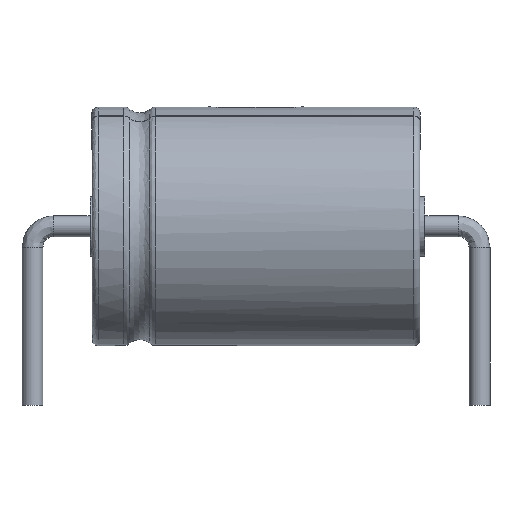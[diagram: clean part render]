
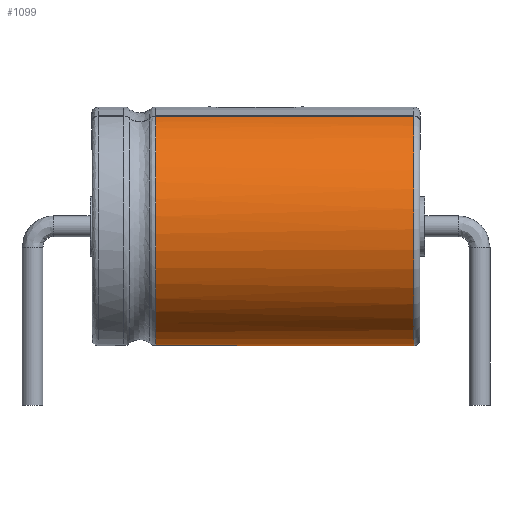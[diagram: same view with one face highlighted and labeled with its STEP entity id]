
A CAD part, front view. The second image highlights one B-rep face of the part: STEP entity #1099.
In plain terms, the highlighted cylindrical face has radius 4 mm (diameter 8 mm), a partial arc.
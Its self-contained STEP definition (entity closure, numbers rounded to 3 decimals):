
#436=VERTEX_POINT('',#437);
#437=CARTESIAN_POINT('',(12.8,-1.531,7.696));
#443=EDGE_CURVE('',#444,#436,#446,.T.);
#444=VERTEX_POINT('',#445);
#445=CARTESIAN_POINT('',(4.135,-1.531,7.696));
#446=LINE('',#447,#448);
#447=CARTESIAN_POINT('',(4.,-1.531,7.696));
#448=VECTOR('',#449,1.);
#449=DIRECTION('',(1.,0.,0.));
#491=DIRECTION('',(-1.,0.,0.));
#595=VERTEX_POINT('',#596);
#596=CARTESIAN_POINT('',(12.8,1.531,7.696));
#600=DIRECTION('',(0.,0.383,0.924));
#601=ORIENTED_EDGE('',*,*,#602,.F.);
#602=EDGE_CURVE('',#603,#595,#605,.T.);
#603=VERTEX_POINT('',#604);
#604=CARTESIAN_POINT('',(4.135,1.531,7.696));
#605=LINE('',#606,#448);
#606=CARTESIAN_POINT('',(4.,1.531,7.696));
#1025=ORIENTED_EDGE('',*,*,#1026,.T.);
#1026=EDGE_CURVE('',#603,#444,#1027,.T.);
#1027=B_SPLINE_CURVE_WITH_KNOTS('',12,(#1028,#1029,#1030,#1031,#1032,#1033,#1034,#1035,#1036,#1037,#1038,#1039,#1040,#1041,#1042,#1043,#1044,#1045,#1046,#1047,#1048,#1049,#1050,#1051,#1052,#1053,#1054,#1055,#1056,#1057,#1058,#1059,#1060,#1061,#1062),.UNSPECIFIED.,.F.,.F.,(13,11,11,13),(-0.937,0.,21.991,22.928),.UNSPECIFIED.);
#1028=CARTESIAN_POINT('',(4.135,0.665,8.054));
#1029=CARTESIAN_POINT('',(4.135,0.738,8.024));
#1030=CARTESIAN_POINT('',(4.135,0.81,7.994));
#1031=CARTESIAN_POINT('',(4.135,0.883,7.964));
#1032=CARTESIAN_POINT('',(4.135,0.955,7.934));
#1033=CARTESIAN_POINT('',(4.135,1.027,7.904));
#1034=CARTESIAN_POINT('',(4.135,1.1,7.874));
#1035=CARTESIAN_POINT('',(4.135,1.172,7.844));
#1036=CARTESIAN_POINT('',(4.135,1.244,7.814));
#1037=CARTESIAN_POINT('',(4.135,1.316,7.785));
#1038=CARTESIAN_POINT('',(4.135,1.387,7.755));
#1039=CARTESIAN_POINT('',(4.135,1.459,7.725));
#1040=CARTESIAN_POINT('',(4.135,3.212,6.999));
#1041=CARTESIAN_POINT('',(4.135,4.573,5.457));
#1042=CARTESIAN_POINT('',(4.135,5.113,3.231));
#1043=CARTESIAN_POINT('',(4.135,4.411,0.845));
#1044=CARTESIAN_POINT('',(4.135,2.66,-0.932));
#1045=CARTESIAN_POINT('',(4.135,0.,-1.823));
#1046=CARTESIAN_POINT('',(4.135,-2.66,-0.932));
#1047=CARTESIAN_POINT('',(4.135,-4.411,0.845));
#1048=CARTESIAN_POINT('',(4.135,-5.113,3.231));
#1049=CARTESIAN_POINT('',(4.135,-4.573,5.457));
#1050=CARTESIAN_POINT('',(4.135,-3.212,6.999));
#1051=CARTESIAN_POINT('',(4.135,-1.459,7.725));
#1052=CARTESIAN_POINT('',(4.135,-1.387,7.755));
#1053=CARTESIAN_POINT('',(4.135,-1.316,7.785));
#1054=CARTESIAN_POINT('',(4.135,-1.244,7.814));
#1055=CARTESIAN_POINT('',(4.135,-1.172,7.844));
#1056=CARTESIAN_POINT('',(4.135,-1.1,7.874));
#1057=CARTESIAN_POINT('',(4.135,-1.027,7.904));
#1058=CARTESIAN_POINT('',(4.135,-0.955,7.934));
#1059=CARTESIAN_POINT('',(4.135,-0.883,7.964));
#1060=CARTESIAN_POINT('',(4.135,-0.81,7.994));
#1061=CARTESIAN_POINT('',(4.135,-0.738,8.024));
#1062=CARTESIAN_POINT('',(4.135,-0.665,8.054));
#1099=ADVANCED_FACE('',(#1100),#1108,.T.);
#1100=FACE_BOUND('',#1101,.F.);
#1101=EDGE_LOOP('',(#601,#1025,#1102,#1103));
#1102=ORIENTED_EDGE('',*,*,#443,.T.);
#1103=ORIENTED_EDGE('',*,*,#1104,.F.);
#1104=EDGE_CURVE('',#595,#436,#1105,.T.);
#1105=CIRCLE('',#1106,4.);
#1106=AXIS2_PLACEMENT_3D('',#1107,#491,#600);
#1107=CARTESIAN_POINT('',(12.8,0.,4.));
#1108=CYLINDRICAL_SURFACE('',#1109,4.);
#1109=AXIS2_PLACEMENT_3D('',#1110,#449,#600);
#1110=CARTESIAN_POINT('',(4.,0.,4.));
